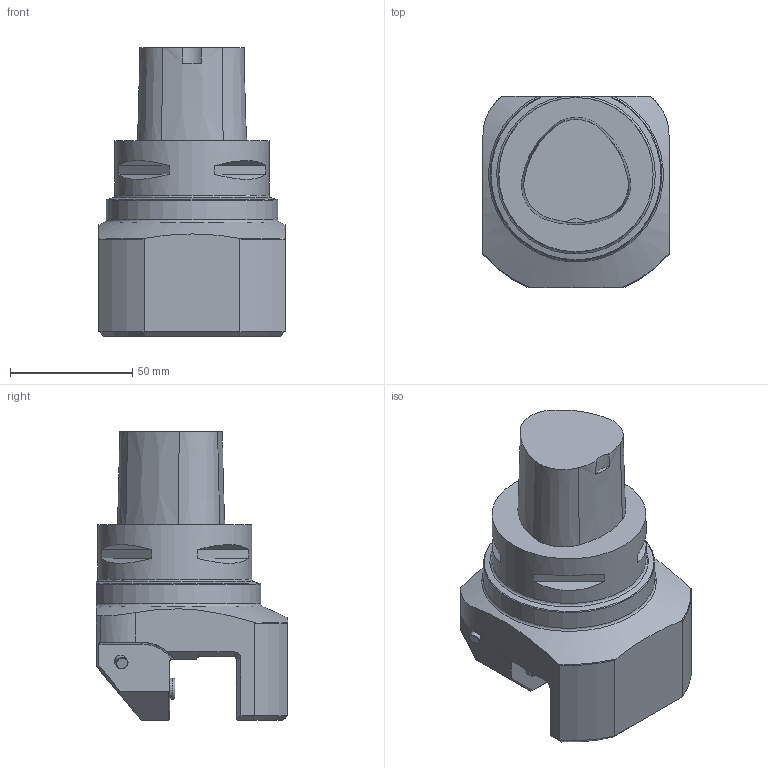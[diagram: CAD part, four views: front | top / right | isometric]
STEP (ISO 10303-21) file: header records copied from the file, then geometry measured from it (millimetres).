
FILE_DESCRIPTION(/* description */ (''),/* implementation_level */ '2;1');
FILE_NAME(/* name */ '1581917950256.stp',/* time_stamp */ '2020-02-17T11:09:20+06:00',/* author */ (''),/* organization */ ('SMS'),/* preprocessor_version */ 'ST-DEVELOPER v16.7',/* originating_system */ 'SIEMENS PLM Software NX 12.0',/* authorisation */ '');
FILE_SCHEMA (('AUTOMOTIVE_DESIGN { 1 0 10303 214 3 1 1 1 }'));
Length unit declared in the file: millimetre
Products named in the file (1): 112030478mod000_02
Bounding box: 76 x 78 x 118 mm (x, y, z)
Volume: 343316.4 mm3; surface area: 36300.8 mm2
Topology: 1 solids, 1 shells, 104 faces, 251 edges, 166 vertices
Faces by surface type: plane 58, cylinder 22, cone 14, torus 10
Full cylindrical faces by diameter (mm): 5 x2, 8.5 x3, 12.5 x3, 63 x1
Entity records: 3114 total; most frequent: CARTESIAN_POINT 702, DIRECTION 497, ORIENTED_EDGE 458, EDGE_CURVE 229, AXIS2_PLACEMENT_3D 191, VERTEX_POINT 155, EDGE_LOOP 132, LINE 115
